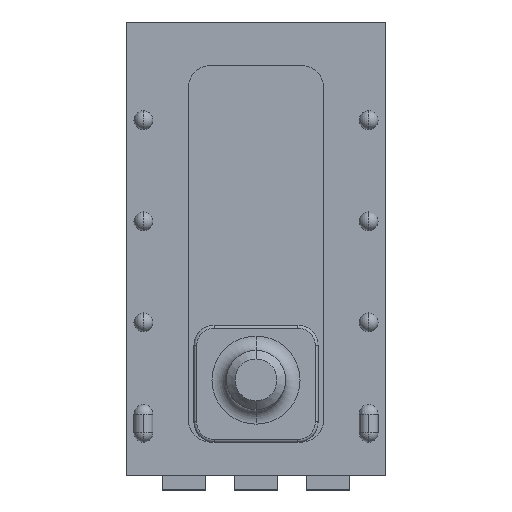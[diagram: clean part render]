
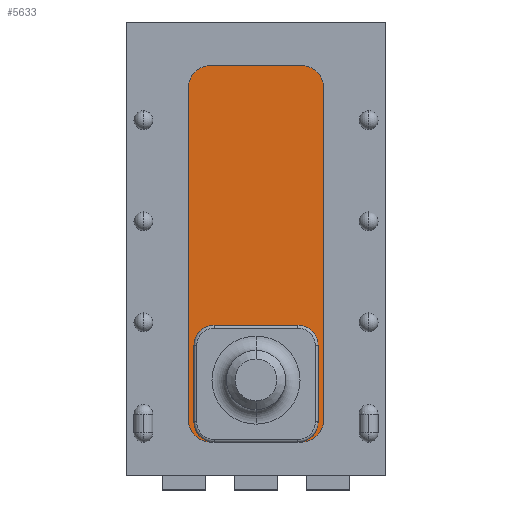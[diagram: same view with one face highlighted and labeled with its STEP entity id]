
A CAD part, top view. The second image highlights one B-rep face of the part: STEP entity #5633.
In plain terms, the highlighted planar face has unit normal (0, 0, 1).
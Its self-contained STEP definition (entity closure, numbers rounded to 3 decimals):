
#148 = ORIENTED_EDGE ( 'NONE', *, *, #4960, .F. ) ;
#151 = ORIENTED_EDGE ( 'NONE', *, *, #4963, .F. ) ;
#153 = ORIENTED_EDGE ( 'NONE', *, *, #4962, .T. ) ;
#162 = ORIENTED_EDGE ( 'NONE', *, *, #4958, .T. ) ;
#164 = ORIENTED_EDGE ( 'NONE', *, *, #4918, .F. ) ;
#744 = VERTEX_POINT ( 'NONE', #4703 ) ;
#800 = EDGE_CURVE ( 'NONE', #2801, #2802, #2914, .T. ) ;
#991 = ORIENTED_EDGE ( 'NONE', *, *, #4965, .T. ) ;
#992 = ORIENTED_EDGE ( 'NONE', *, *, #4951, .F. ) ;
#993 = ORIENTED_EDGE ( 'NONE', *, *, #4954, .T. ) ;
#994 = ORIENTED_EDGE ( 'NONE', *, *, #4955, .F. ) ;
#995 = ORIENTED_EDGE ( 'NONE', *, *, #800, .T. ) ;
#996 = ORIENTED_EDGE ( 'NONE', *, *, #4926, .F. ) ;
#997 = ORIENTED_EDGE ( 'NONE', *, *, #4759, .T. ) ;
#998 = ORIENTED_EDGE ( 'NONE', *, *, #4745, .F. ) ;
#999 = ORIENTED_EDGE ( 'NONE', *, *, #4760, .T. ) ;
#1000 = ORIENTED_EDGE ( 'NONE', *, *, #4912, .F. ) ;
#1001 = ORIENTED_EDGE ( 'NONE', *, *, #4758, .T. ) ;
#1453 = EDGE_LOOP ( 'NONE', ( #991, #992, #993, #994, #995, #996, #997, #998, #999, #1000, #1001, #164, #162, #148, #153, #151 ) ) ;
#1723 = FACE_OUTER_BOUND ( 'NONE', #1453, .T. ) ;
#2299 = CARTESIAN_POINT ( 'NONE',  ( -9.107, 10.354, 4.849 ) ) ;
#2300 = PLANE ( 'NONE',  #4247 ) ;
#2302 = DIRECTION ( 'NONE',  ( 0., 0., 1. ) ) ;
#2303 = DIRECTION ( 'NONE',  ( 0., -1., 0. ) ) ;
#2627 = VERTEX_POINT ( 'NONE', #3672 ) ;
#2628 = VERTEX_POINT ( 'NONE', #3673 ) ;
#2653 = VERTEX_POINT ( 'NONE', #3697 ) ;
#2695 = VERTEX_POINT ( 'NONE', #3740 ) ;
#2745 = VERTEX_POINT ( 'NONE', #3790 ) ;
#2747 = VERTEX_POINT ( 'NONE', #3792 ) ;
#2751 = VERTEX_POINT ( 'NONE', #3796 ) ;
#2754 = VERTEX_POINT ( 'NONE', #3799 ) ;
#2759 = VERTEX_POINT ( 'NONE', #3804 ) ;
#2760 = VERTEX_POINT ( 'NONE', #3805 ) ;
#2785 = VERTEX_POINT ( 'NONE', #3830 ) ;
#2801 = VERTEX_POINT ( 'NONE', #3846 ) ;
#2802 = VERTEX_POINT ( 'NONE', #3847 ) ;
#2808 = VERTEX_POINT ( 'NONE', #3853 ) ;
#2809 = VERTEX_POINT ( 'NONE', #3854 ) ;
#2914 = LINE ( 'NONE', #2934, #2917 ) ;
#2917 = VECTOR ( 'NONE', #2935, 1000. ) ;
#2934 = CARTESIAN_POINT ( 'NONE',  ( -9.107, -4.196, 4.849 ) ) ;
#2935 = DIRECTION ( 'NONE',  ( 1., 0., 0. ) ) ;
#3093 = AXIS2_PLACEMENT_3D ( 'NONE', #3891, #3892, #3893 ) ;
#3276 = CIRCLE ( 'NONE', #3093, 0.7 ) ;
#3300 = LINE ( 'NONE', #3920, #3303 ) ;
#3302 = LINE ( 'NONE', #3922, #3305 ) ;
#3303 = VECTOR ( 'NONE', #3921, 1000. ) ;
#3304 = LINE ( 'NONE', #3924, #3307 ) ;
#3305 = VECTOR ( 'NONE', #3923, 1000. ) ;
#3307 = VECTOR ( 'NONE', #3925, 1000. ) ;
#3672 = CARTESIAN_POINT ( 'NONE',  ( -6.057, -0.146, 4.849 ) ) ;
#3673 = CARTESIAN_POINT ( 'NONE',  ( -2.457, -3.496, 4.849 ) ) ;
#3697 = CARTESIAN_POINT ( 'NONE',  ( -6.957, -3.396, 4.849 ) ) ;
#3740 = CARTESIAN_POINT ( 'NONE',  ( -2.457, -0.846, 4.849 ) ) ;
#3790 = CARTESIAN_POINT ( 'NONE',  ( -2.257, -3.396, 4.849 ) ) ;
#3792 = CARTESIAN_POINT ( 'NONE',  ( -6.757, -3.496, 4.849 ) ) ;
#3796 = CARTESIAN_POINT ( 'NONE',  ( -6.957, 8.054, 4.849 ) ) ;
#3799 = CARTESIAN_POINT ( 'NONE',  ( -2.257, 8.054, 4.849 ) ) ;
#3804 = CARTESIAN_POINT ( 'NONE',  ( -3.057, 8.854, 4.849 ) ) ;
#3805 = CARTESIAN_POINT ( 'NONE',  ( -6.157, 8.854, 4.849 ) ) ;
#3830 = CARTESIAN_POINT ( 'NONE',  ( -6.757, -0.846, 4.849 ) ) ;
#3846 = CARTESIAN_POINT ( 'NONE',  ( -6.157, -4.196, 4.849 ) ) ;
#3847 = CARTESIAN_POINT ( 'NONE',  ( -6.057, -4.196, 4.849 ) ) ;
#3853 = CARTESIAN_POINT ( 'NONE',  ( -3.057, -4.196, 4.849 ) ) ;
#3854 = CARTESIAN_POINT ( 'NONE',  ( -3.157, -4.196, 4.849 ) ) ;
#3891 = CARTESIAN_POINT ( 'NONE',  ( -6.057, -0.846, 4.849 ) ) ;
#3892 = DIRECTION ( 'NONE',  ( 0., 0., 1. ) ) ;
#3893 = DIRECTION ( 'NONE',  ( 1., 0., 0. ) ) ;
#3920 = CARTESIAN_POINT ( 'NONE',  ( -2.457, 3.85, 4.849 ) ) ;
#3921 = DIRECTION ( 'NONE',  ( 0., -1., 0. ) ) ;
#3922 = CARTESIAN_POINT ( 'NONE',  ( -6.757, 3.85, 4.849 ) ) ;
#3923 = DIRECTION ( 'NONE',  ( 0., 1., 0. ) ) ;
#3924 = CARTESIAN_POINT ( 'NONE',  ( -9.107, -0.146, 4.849 ) ) ;
#3925 = DIRECTION ( 'NONE',  ( 1., 0., 0. ) ) ;
#4182 = AXIS2_PLACEMENT_3D ( 'NONE', #5251, #5252, #5253 ) ;
#4187 = AXIS2_PLACEMENT_3D ( 'NONE', #5268, #5269, #5270 ) ;
#4192 = AXIS2_PLACEMENT_3D ( 'NONE', #5289, #5290, #5291 ) ;
#4201 = AXIS2_PLACEMENT_3D ( 'NONE', #5350, #5351, #5352 ) ;
#4202 = AXIS2_PLACEMENT_3D ( 'NONE', #5359, #5360, #5361 ) ;
#4203 = AXIS2_PLACEMENT_3D ( 'NONE', #5370, #5371, #5372 ) ;
#4204 = AXIS2_PLACEMENT_3D ( 'NONE', #5375, #5376, #5377 ) ;
#4247 = AXIS2_PLACEMENT_3D ( 'NONE', #2299, #2302, #2303 ) ;
#4393 = CIRCLE ( 'NONE', #4182, 0.7 ) ;
#4401 = CIRCLE ( 'NONE', #4187, 0.7 ) ;
#4411 = CIRCLE ( 'NONE', #4192, 0.7 ) ;
#4452 = CIRCLE ( 'NONE', #4201, 0.8 ) ;
#4454 = LINE ( 'NONE', #5347, #4460 ) ;
#4457 = LINE ( 'NONE', #5358, #4467 ) ;
#4459 = CIRCLE ( 'NONE', #4202, 0.8 ) ;
#4460 = VECTOR ( 'NONE', #5356, 1000. ) ;
#4464 = LINE ( 'NONE', #5369, #4474 ) ;
#4467 = VECTOR ( 'NONE', #5365, 1000. ) ;
#4468 = CIRCLE ( 'NONE', #4203, 0.8 ) ;
#4473 = CIRCLE ( 'NONE', #4204, 0.8 ) ;
#4474 = VECTOR ( 'NONE', #5374, 1000. ) ;
#4476 = LINE ( 'NONE', #5378, #4479 ) ;
#4479 = VECTOR ( 'NONE', #5379, 1000. ) ;
#4703 = CARTESIAN_POINT ( 'NONE',  ( -3.157, -0.146, 4.849 ) ) ;
#4745 = EDGE_CURVE ( 'NONE', #2627, #2785, #3276, .T. ) ;
#4758 = EDGE_CURVE ( 'NONE', #2695, #2628, #3300, .T. ) ;
#4759 = EDGE_CURVE ( 'NONE', #2747, #2785, #3302, .T. ) ;
#4760 = EDGE_CURVE ( 'NONE', #2627, #744, #3304, .T. ) ;
#4912 = EDGE_CURVE ( 'NONE', #2695, #744, #4393, .T. ) ;
#4918 = EDGE_CURVE ( 'NONE', #2809, #2628, #4401, .T. ) ;
#4926 = EDGE_CURVE ( 'NONE', #2747, #2802, #4411, .T. ) ;
#4951 = EDGE_CURVE ( 'NONE', #2751, #2760, #4452, .T. ) ;
#4954 = EDGE_CURVE ( 'NONE', #2751, #2653, #4454, .T. ) ;
#4955 = EDGE_CURVE ( 'NONE', #2801, #2653, #4459, .T. ) ;
#4958 = EDGE_CURVE ( 'NONE', #2809, #2808, #4457, .T. ) ;
#4960 = EDGE_CURVE ( 'NONE', #2745, #2808, #4468, .T. ) ;
#4962 = EDGE_CURVE ( 'NONE', #2745, #2754, #4464, .T. ) ;
#4963 = EDGE_CURVE ( 'NONE', #2759, #2754, #4473, .T. ) ;
#4965 = EDGE_CURVE ( 'NONE', #2759, #2760, #4476, .T. ) ;
#5251 = CARTESIAN_POINT ( 'NONE',  ( -3.157, -0.846, 4.849 ) ) ;
#5252 = DIRECTION ( 'NONE',  ( 0., 0., 1. ) ) ;
#5253 = DIRECTION ( 'NONE',  ( 1., 0., 0. ) ) ;
#5268 = CARTESIAN_POINT ( 'NONE',  ( -3.157, -3.496, 4.849 ) ) ;
#5269 = DIRECTION ( 'NONE',  ( 0., 0., 1. ) ) ;
#5270 = DIRECTION ( 'NONE',  ( 1., 0., 0. ) ) ;
#5289 = CARTESIAN_POINT ( 'NONE',  ( -6.057, -3.496, 4.849 ) ) ;
#5290 = DIRECTION ( 'NONE',  ( 0., 0., 1. ) ) ;
#5291 = DIRECTION ( 'NONE',  ( 1., 0., 0. ) ) ;
#5347 = CARTESIAN_POINT ( 'NONE',  ( -6.957, 10.354, 4.849 ) ) ;
#5350 = CARTESIAN_POINT ( 'NONE',  ( -6.157, 8.054, 4.849 ) ) ;
#5351 = DIRECTION ( 'NONE',  ( 0., 0., -1. ) ) ;
#5352 = DIRECTION ( 'NONE',  ( 0., -1., 0. ) ) ;
#5356 = DIRECTION ( 'NONE',  ( 0., -1., 0. ) ) ;
#5358 = CARTESIAN_POINT ( 'NONE',  ( -9.107, -4.196, 4.849 ) ) ;
#5359 = CARTESIAN_POINT ( 'NONE',  ( -6.157, -3.396, 4.849 ) ) ;
#5360 = DIRECTION ( 'NONE',  ( 0., 0., -1. ) ) ;
#5361 = DIRECTION ( 'NONE',  ( 0., -1., 0. ) ) ;
#5365 = DIRECTION ( 'NONE',  ( 1., 0., 0. ) ) ;
#5369 = CARTESIAN_POINT ( 'NONE',  ( -2.257, 10.354, 4.849 ) ) ;
#5370 = CARTESIAN_POINT ( 'NONE',  ( -3.057, -3.396, 4.849 ) ) ;
#5371 = DIRECTION ( 'NONE',  ( 0., 0., -1. ) ) ;
#5372 = DIRECTION ( 'NONE',  ( 0., -1., 0. ) ) ;
#5374 = DIRECTION ( 'NONE',  ( 0., 1., 0. ) ) ;
#5375 = CARTESIAN_POINT ( 'NONE',  ( -3.057, 8.054, 4.849 ) ) ;
#5376 = DIRECTION ( 'NONE',  ( 0., 0., -1. ) ) ;
#5377 = DIRECTION ( 'NONE',  ( 0., -1., 0. ) ) ;
#5378 = CARTESIAN_POINT ( 'NONE',  ( -9.107, 8.854, 4.849 ) ) ;
#5379 = DIRECTION ( 'NONE',  ( -1., 0., 0. ) ) ;
#5633 = ADVANCED_FACE ( 'NONE', ( #1723 ), #2300, .T. ) ;
